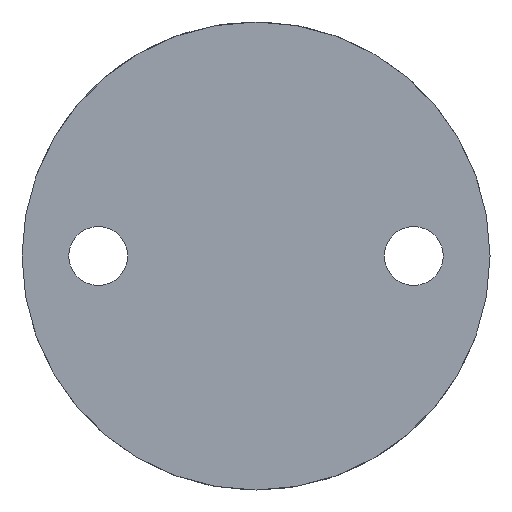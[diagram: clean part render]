
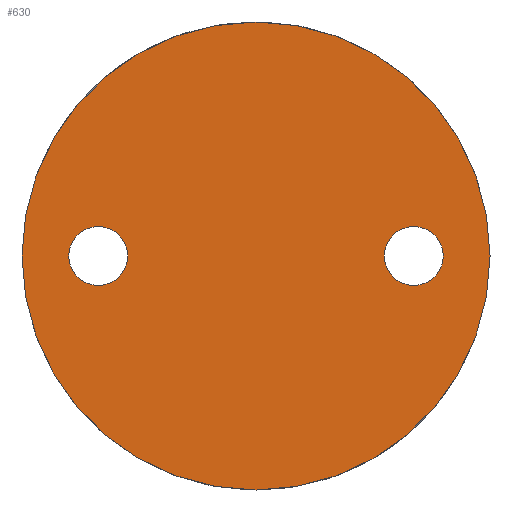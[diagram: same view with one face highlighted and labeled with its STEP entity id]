
A CAD part, front view. The second image highlights one B-rep face of the part: STEP entity #630.
In plain terms, the highlighted planar face has unit normal (0, -1, 0).
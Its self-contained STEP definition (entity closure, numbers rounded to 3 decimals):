
#68 = CARTESIAN_POINT ( 'NONE',  ( -26.8, 0., 0. ) ) ;
#182 = CIRCLE ( 'NONE', #1682, 5. ) ;
#318 = DIRECTION ( 'NONE',  ( 0., 0., 1. ) ) ;
#341 = PLANE ( 'NONE',  #1203 ) ;
#360 = CARTESIAN_POINT ( 'NONE',  ( -26.8, 0., 0. ) ) ;
#366 = FACE_BOUND ( 'NONE', #2721, .T. ) ;
#482 = CIRCLE ( 'NONE', #2003, 5. ) ;
#572 = EDGE_LOOP ( 'NONE', ( #1074, #1330 ) ) ;
#630 = ADVANCED_FACE ( 'NONE', ( #366, #2205, #928 ), #341, .F. ) ;
#702 = CARTESIAN_POINT ( 'NONE',  ( -26.8, 0., -5. ) ) ;
#729 = VERTEX_POINT ( 'NONE', #2182 ) ;
#739 = CARTESIAN_POINT ( 'NONE',  ( 26.8, 0., 0. ) ) ;
#777 = CARTESIAN_POINT ( 'NONE',  ( 26.8, 0., 0. ) ) ;
#928 = FACE_OUTER_BOUND ( 'NONE', #1858, .T. ) ;
#949 = DIRECTION ( 'NONE',  ( 0., 1., 0. ) ) ;
#971 = VERTEX_POINT ( 'NONE', #1052 ) ;
#1018 = DIRECTION ( 'NONE',  ( 0., 1., 0. ) ) ;
#1028 = CIRCLE ( 'NONE', #1111, 39.75 ) ;
#1047 = EDGE_CURVE ( 'NONE', #2508, #3101, #182, .T. ) ;
#1052 = CARTESIAN_POINT ( 'NONE',  ( 0., 0., -39.75 ) ) ;
#1063 = EDGE_CURVE ( 'NONE', #2449, #729, #2660, .T. ) ;
#1074 = ORIENTED_EDGE ( 'NONE', *, *, #1490, .T. ) ;
#1111 = AXIS2_PLACEMENT_3D ( 'NONE', #1153, #2832, #1382 ) ;
#1153 = CARTESIAN_POINT ( 'NONE',  ( 0., 0., 0. ) ) ;
#1203 = AXIS2_PLACEMENT_3D ( 'NONE', #1530, #1277, #2511 ) ;
#1237 = ORIENTED_EDGE ( 'NONE', *, *, #2225, .T. ) ;
#1258 = DIRECTION ( 'NONE',  ( 0., 0., 1. ) ) ;
#1277 = DIRECTION ( 'NONE',  ( 0., 1., 0. ) ) ;
#1330 = ORIENTED_EDGE ( 'NONE', *, *, #1063, .T. ) ;
#1363 = AXIS2_PLACEMENT_3D ( 'NONE', #777, #1018, #1258 ) ;
#1382 = DIRECTION ( 'NONE',  ( 0., 0., 1. ) ) ;
#1490 = EDGE_CURVE ( 'NONE', #729, #2449, #482, .T. ) ;
#1530 = CARTESIAN_POINT ( 'NONE',  ( 0., 0., 0. ) ) ;
#1570 = AXIS2_PLACEMENT_3D ( 'NONE', #68, #1754, #318 ) ;
#1682 = AXIS2_PLACEMENT_3D ( 'NONE', #360, #2482, #2253 ) ;
#1695 = DIRECTION ( 'NONE',  ( 0., 0., 1. ) ) ;
#1728 = VERTEX_POINT ( 'NONE', #2260 ) ;
#1754 = DIRECTION ( 'NONE',  ( 0., 1., 0. ) ) ;
#1858 = EDGE_LOOP ( 'NONE', ( #3043, #2322 ) ) ;
#1965 = CIRCLE ( 'NONE', #1570, 5. ) ;
#1982 = AXIS2_PLACEMENT_3D ( 'NONE', #2403, #949, #2638 ) ;
#1996 = EDGE_CURVE ( 'NONE', #1728, #971, #2433, .T. ) ;
#2003 = AXIS2_PLACEMENT_3D ( 'NONE', #739, #2439, #1695 ) ;
#2182 = CARTESIAN_POINT ( 'NONE',  ( 26.8, 0., 5. ) ) ;
#2205 = FACE_BOUND ( 'NONE', #572, .T. ) ;
#2225 = EDGE_CURVE ( 'NONE', #3101, #2508, #1965, .T. ) ;
#2253 = DIRECTION ( 'NONE',  ( 0., 0., 1. ) ) ;
#2260 = CARTESIAN_POINT ( 'NONE',  ( 0., 0., 39.75 ) ) ;
#2322 = ORIENTED_EDGE ( 'NONE', *, *, #1996, .F. ) ;
#2324 = ORIENTED_EDGE ( 'NONE', *, *, #1047, .T. ) ;
#2341 = CARTESIAN_POINT ( 'NONE',  ( 26.8, 0., -5. ) ) ;
#2403 = CARTESIAN_POINT ( 'NONE',  ( 0., 0., 0. ) ) ;
#2433 = CIRCLE ( 'NONE', #1982, 39.75 ) ;
#2439 = DIRECTION ( 'NONE',  ( 0., 1., 0. ) ) ;
#2449 = VERTEX_POINT ( 'NONE', #2341 ) ;
#2474 = EDGE_CURVE ( 'NONE', #971, #1728, #1028, .T. ) ;
#2482 = DIRECTION ( 'NONE',  ( 0., 1., 0. ) ) ;
#2508 = VERTEX_POINT ( 'NONE', #3072 ) ;
#2511 = DIRECTION ( 'NONE',  ( 0., 0., 1. ) ) ;
#2638 = DIRECTION ( 'NONE',  ( 0., 0., 1. ) ) ;
#2660 = CIRCLE ( 'NONE', #1363, 5. ) ;
#2721 = EDGE_LOOP ( 'NONE', ( #2324, #1237 ) ) ;
#2832 = DIRECTION ( 'NONE',  ( 0., 1., 0. ) ) ;
#3043 = ORIENTED_EDGE ( 'NONE', *, *, #2474, .F. ) ;
#3072 = CARTESIAN_POINT ( 'NONE',  ( -26.8, 0., 5. ) ) ;
#3101 = VERTEX_POINT ( 'NONE', #702 ) ;
